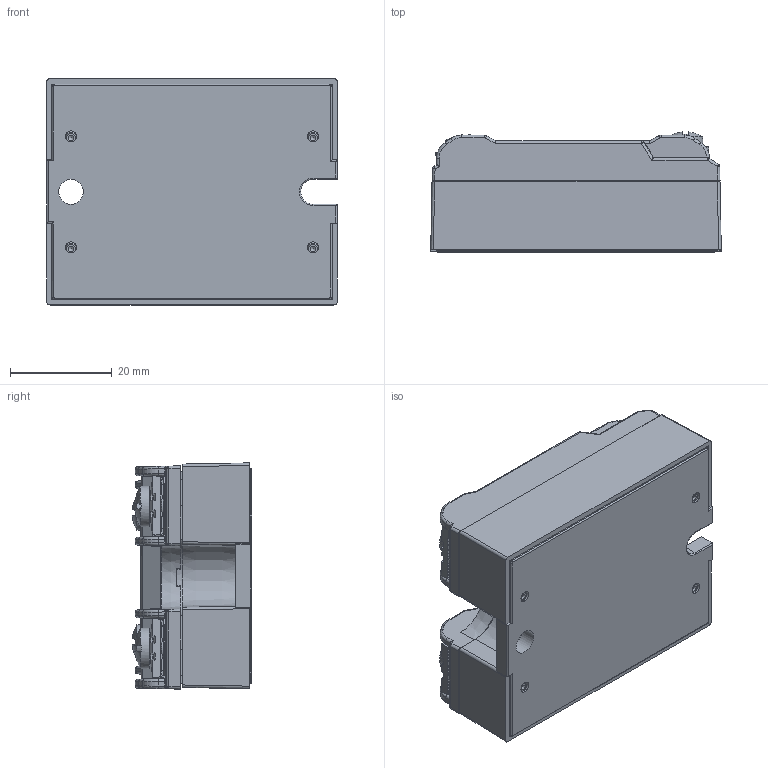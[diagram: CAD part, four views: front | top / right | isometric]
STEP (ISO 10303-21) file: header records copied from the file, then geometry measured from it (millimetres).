
FILE_DESCRIPTION (( 'STEP AP214' ), '1' );
FILE_NAME ('GN AC Output.STEP', '2016-08-23T15:02:44', ( '' ), ( '' ), 'SwSTEP 2.0', 'SolidWorks 2015', '' );
FILE_SCHEMA (( 'AUTOMOTIVE_DESIGN' ));
Length unit declared in the file: inch
Products named in the file (1): GN AC Output
Bounding box: 57.15 x 23.57 x 44.53 mm (x, y, z)
Volume: 21642.8 mm3; surface area: 29217.3 mm2
Topology: 29 solids, 29 shells, 8210 faces, 20779 edges, 13484 vertices
Faces by surface type: plane 6093, cylinder 1240, bspline 274, cone 263, torus 219, sphere 121
Full cylindrical faces by diameter (mm): 1.194 x2, 2.032 x2, 2.134 x12, 2.159 x4, 2.54 x4, 2.705 x2, 3.175 x2, 3.302 x2, 3.41 x2, 3.477 x1, 3.531 x1, 3.556 x1, 4.191 x5, 4.572 x2, 4.877 x1, 6.858 x2, 8.001 x2, 8.103 x1
Entity records: 357775 total; most frequent: CARTESIAN_POINT 59959, ORIENTED_EDGE 40778, DIRECTION 35476, EDGE_CURVE 20389, LINE 16006, VECTOR 16006, VERTEX_POINT 13353, AXIS2_PLACEMENT_3D 9735
